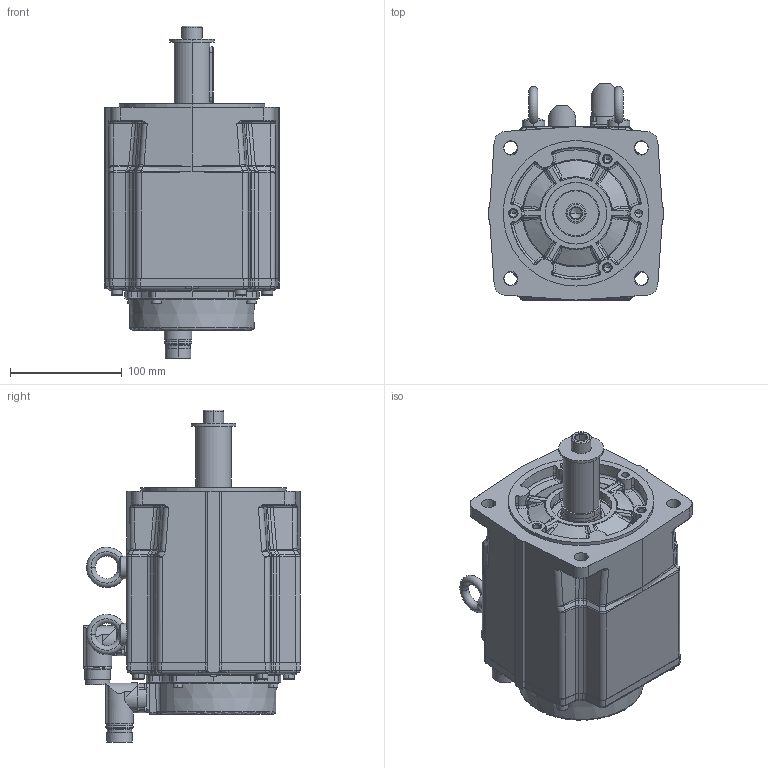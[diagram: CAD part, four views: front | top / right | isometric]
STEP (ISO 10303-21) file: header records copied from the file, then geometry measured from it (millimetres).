
FILE_DESCRIPTION((''),'2;1');
FILE_NAME('NX820EAR7001_SW0001','2005-07-19T',('stagiaire'),(''),'PRO/ENGINEER BY PARAMETRIC TECHNOLOGY CORPORATION, 2005110','PRO/ENGINEER BY PARAMETRIC TECHNOLOGY CORPORATION, 2005110','');
FILE_SCHEMA(('CONFIG_CONTROL_DESIGN'));
Products named in the file (1): NX820EAR7001_SW0001
Bounding box: 157 x 193.5 x 296.5 mm (x, y, z)
Volume: 3785768.5 mm3; surface area: 223598.1 mm2
Topology: 2 solids, 3 shells, 2351 faces, 5852 edges, 3562 vertices
Faces by surface type: plane 922, cylinder 595, bspline 441, cone 235, torus 120, sphere 38
Entity records: 94662 total; most frequent: CARTESIAN_POINT 42506, ORIENTED_EDGE 11568, DIRECTION 9805, EDGE_CURVE 5784, VERTEX_POINT 3562, AXIS2_PLACEMENT_3D 3527, VECTOR 2751, LINE 2751
